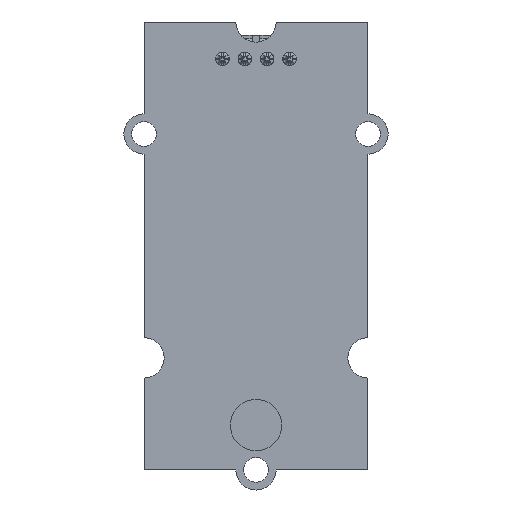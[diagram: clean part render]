
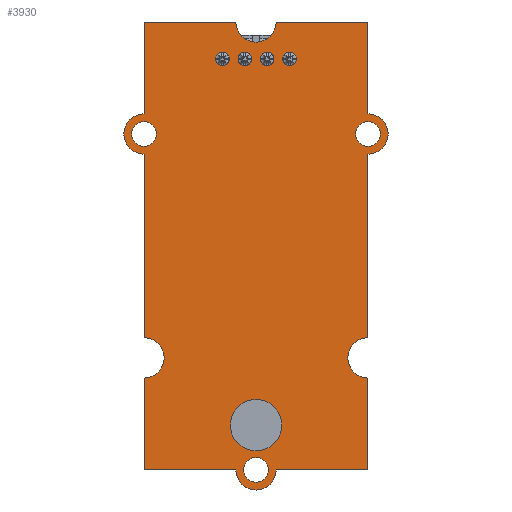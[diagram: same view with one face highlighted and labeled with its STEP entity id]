
A CAD part, front view. The second image highlights one B-rep face of the part: STEP entity #3930.
In plain terms, the highlighted planar face has unit normal (0, -1, 0).
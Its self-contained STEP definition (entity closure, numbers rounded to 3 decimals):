
#296=FACE_BOUND('',#542,.T.);
#297=FACE_BOUND('',#543,.T.);
#298=FACE_BOUND('',#544,.T.);
#304=FACE_OUTER_BOUND('',#541,.T.);
#541=EDGE_LOOP('',(#2644,#2645,#2646,#2647,#2648,#2649,#2650,#2651,#2652,
#2653,#2654,#2655,#2656,#2657,#2658,#2659));
#542=EDGE_LOOP('',(#2660));
#543=EDGE_LOOP('',(#2661));
#544=EDGE_LOOP('',(#2662));
#790=CIRCLE('',#4206,1.8);
#791=CIRCLE('',#4207,1.8);
#792=CIRCLE('',#4208,1.8);
#793=CIRCLE('',#4209,1.8);
#794=CIRCLE('',#4210,1.8);
#795=CIRCLE('',#4211,1.8);
#796=CIRCLE('',#4212,1.1);
#797=CIRCLE('',#4213,1.1);
#798=CIRCLE('',#4214,1.1);
#899=LINE('',#5592,#1309);
#900=LINE('',#5594,#1310);
#901=LINE('',#5598,#1311);
#902=LINE('',#5602,#1312);
#903=LINE('',#5604,#1313);
#904=LINE('',#5608,#1314);
#905=LINE('',#5610,#1315);
#906=LINE('',#5614,#1316);
#907=LINE('',#5618,#1317);
#908=LINE('',#5620,#1318);
#1309=VECTOR('',#4544,8.2);
#1310=VECTOR('',#4545,8.2);
#1311=VECTOR('',#4548,16.4);
#1312=VECTOR('',#4551,8.2);
#1313=VECTOR('',#4552,8.2);
#1314=VECTOR('',#4555,8.2);
#1315=VECTOR('',#4556,8.2);
#1316=VECTOR('',#4559,16.4);
#1317=VECTOR('',#4562,8.2);
#1318=VECTOR('',#4563,8.2);
#1728=VERTEX_POINT('',#5590);
#1729=VERTEX_POINT('',#5591);
#1730=VERTEX_POINT('',#5593);
#1731=VERTEX_POINT('',#5595);
#1732=VERTEX_POINT('',#5597);
#1733=VERTEX_POINT('',#5599);
#1734=VERTEX_POINT('',#5601);
#1735=VERTEX_POINT('',#5603);
#1736=VERTEX_POINT('',#5605);
#1737=VERTEX_POINT('',#5607);
#1738=VERTEX_POINT('',#5609);
#1739=VERTEX_POINT('',#5611);
#1740=VERTEX_POINT('',#5613);
#1741=VERTEX_POINT('',#5615);
#1742=VERTEX_POINT('',#5617);
#1743=VERTEX_POINT('',#5619);
#1744=VERTEX_POINT('',#5622);
#1745=VERTEX_POINT('',#5624);
#1746=VERTEX_POINT('',#5626);
#2078=EDGE_CURVE('',#1728,#1729,#899,.T.);
#2079=EDGE_CURVE('',#1730,#1728,#900,.T.);
#2080=EDGE_CURVE('',#1731,#1730,#790,.T.);
#2081=EDGE_CURVE('',#1732,#1731,#901,.T.);
#2082=EDGE_CURVE('',#1733,#1732,#791,.T.);
#2083=EDGE_CURVE('',#1734,#1733,#902,.T.);
#2084=EDGE_CURVE('',#1735,#1734,#903,.T.);
#2085=EDGE_CURVE('',#1736,#1735,#792,.T.);
#2086=EDGE_CURVE('',#1737,#1736,#904,.T.);
#2087=EDGE_CURVE('',#1738,#1737,#905,.T.);
#2088=EDGE_CURVE('',#1739,#1738,#793,.T.);
#2089=EDGE_CURVE('',#1740,#1739,#906,.T.);
#2090=EDGE_CURVE('',#1741,#1740,#794,.T.);
#2091=EDGE_CURVE('',#1742,#1741,#907,.T.);
#2092=EDGE_CURVE('',#1743,#1742,#908,.T.);
#2093=EDGE_CURVE('',#1729,#1743,#795,.T.);
#2094=EDGE_CURVE('',#1744,#1744,#796,.T.);
#2095=EDGE_CURVE('',#1745,#1745,#797,.T.);
#2096=EDGE_CURVE('',#1746,#1746,#798,.T.);
#2644=ORIENTED_EDGE('',*,*,#2078,.F.);
#2645=ORIENTED_EDGE('',*,*,#2079,.F.);
#2646=ORIENTED_EDGE('',*,*,#2080,.F.);
#2647=ORIENTED_EDGE('',*,*,#2081,.F.);
#2648=ORIENTED_EDGE('',*,*,#2082,.F.);
#2649=ORIENTED_EDGE('',*,*,#2083,.F.);
#2650=ORIENTED_EDGE('',*,*,#2084,.F.);
#2651=ORIENTED_EDGE('',*,*,#2085,.F.);
#2652=ORIENTED_EDGE('',*,*,#2086,.F.);
#2653=ORIENTED_EDGE('',*,*,#2087,.F.);
#2654=ORIENTED_EDGE('',*,*,#2088,.F.);
#2655=ORIENTED_EDGE('',*,*,#2089,.F.);
#2656=ORIENTED_EDGE('',*,*,#2090,.F.);
#2657=ORIENTED_EDGE('',*,*,#2091,.F.);
#2658=ORIENTED_EDGE('',*,*,#2092,.F.);
#2659=ORIENTED_EDGE('',*,*,#2093,.F.);
#2660=ORIENTED_EDGE('',*,*,#2094,.T.);
#2661=ORIENTED_EDGE('',*,*,#2095,.T.);
#2662=ORIENTED_EDGE('',*,*,#2096,.T.);
#3758=PLANE('',#4205);
#3930=ADVANCED_FACE('',(#304,#296,#297,#298),#3758,.F.);
#4205=AXIS2_PLACEMENT_3D('',#5589,#4542,#4543);
#4206=AXIS2_PLACEMENT_3D('',#5596,#4546,#4547);
#4207=AXIS2_PLACEMENT_3D('',#5600,#4549,#4550);
#4208=AXIS2_PLACEMENT_3D('',#5606,#4553,#4554);
#4209=AXIS2_PLACEMENT_3D('',#5612,#4557,#4558);
#4210=AXIS2_PLACEMENT_3D('',#5616,#4560,#4561);
#4211=AXIS2_PLACEMENT_3D('',#5621,#4564,#4565);
#4212=AXIS2_PLACEMENT_3D('',#5623,#4566,#4567);
#4213=AXIS2_PLACEMENT_3D('',#5625,#4568,#4569);
#4214=AXIS2_PLACEMENT_3D('',#5627,#4570,#4571);
#4542=DIRECTION('center_axis',(0.,1.,0.));
#4543=DIRECTION('ref_axis',(0.,0.,1.));
#4544=DIRECTION('',(0.,0.,1.));
#4545=DIRECTION('',(-1.,0.,0.));
#4546=DIRECTION('center_axis',(0.,-1.,0.));
#4547=DIRECTION('ref_axis',(0.,0.,1.));
#4548=DIRECTION('',(-1.,0.,0.));
#4549=DIRECTION('center_axis',(0.,1.,0.));
#4550=DIRECTION('ref_axis',(0.,0.,1.));
#4551=DIRECTION('',(-1.,0.,0.));
#4552=DIRECTION('',(0.,0.,-1.));
#4553=DIRECTION('center_axis',(0.,-1.,0.));
#4554=DIRECTION('ref_axis',(0.,0.,1.));
#4555=DIRECTION('',(0.,0.,-1.));
#4556=DIRECTION('',(1.,0.,0.));
#4557=DIRECTION('center_axis',(0.,1.,0.));
#4558=DIRECTION('ref_axis',(0.,0.,1.));
#4559=DIRECTION('',(1.,0.,0.));
#4560=DIRECTION('center_axis',(0.,-1.,0.));
#4561=DIRECTION('ref_axis',(0.,0.,1.));
#4562=DIRECTION('',(1.,0.,0.));
#4563=DIRECTION('',(0.,0.,1.));
#4564=DIRECTION('center_axis',(0.,1.,0.));
#4565=DIRECTION('ref_axis',(0.,0.,1.));
#4566=DIRECTION('center_axis',(0.,1.,0.));
#4567=DIRECTION('ref_axis',(0.,0.,1.));
#4568=DIRECTION('center_axis',(0.,1.,0.));
#4569=DIRECTION('ref_axis',(0.,0.,1.));
#4570=DIRECTION('center_axis',(0.,1.,0.));
#4571=DIRECTION('ref_axis',(0.,0.,1.));
#5589=CARTESIAN_POINT('Origin',(-20.,0.,0.));
#5590=CARTESIAN_POINT('',(-20.,0.,-10.));
#5591=CARTESIAN_POINT('',(-20.,0.,-1.8));
#5592=CARTESIAN_POINT('',(-20.,0.,-10.));
#5593=CARTESIAN_POINT('',(-11.8,0.,-10.));
#5594=CARTESIAN_POINT('',(-11.8,0.,-10.));
#5595=CARTESIAN_POINT('',(-8.2,0.,-10.));
#5596=CARTESIAN_POINT('Origin',(-10.,0.,-10.));
#5597=CARTESIAN_POINT('',(8.2,0.,-10.));
#5598=CARTESIAN_POINT('',(8.2,0.,-10.));
#5599=CARTESIAN_POINT('',(11.8,0.,-10.));
#5600=CARTESIAN_POINT('Origin',(10.,0.,-10.));
#5601=CARTESIAN_POINT('',(20.,0.,-10.));
#5602=CARTESIAN_POINT('',(20.,0.,-10.));
#5603=CARTESIAN_POINT('',(20.,0.,-1.8));
#5604=CARTESIAN_POINT('',(20.,0.,-1.8));
#5605=CARTESIAN_POINT('',(20.,0.,1.8));
#5606=CARTESIAN_POINT('Origin',(20.,0.,0.));
#5607=CARTESIAN_POINT('',(20.,0.,10.));
#5608=CARTESIAN_POINT('',(20.,0.,10.));
#5609=CARTESIAN_POINT('',(11.8,0.,10.));
#5610=CARTESIAN_POINT('',(11.8,0.,10.));
#5611=CARTESIAN_POINT('',(8.2,0.,10.));
#5612=CARTESIAN_POINT('Origin',(10.,0.,10.));
#5613=CARTESIAN_POINT('',(-8.2,0.,10.));
#5614=CARTESIAN_POINT('',(-8.2,0.,10.));
#5615=CARTESIAN_POINT('',(-11.8,0.,10.));
#5616=CARTESIAN_POINT('Origin',(-10.,0.,10.));
#5617=CARTESIAN_POINT('',(-20.,0.,10.));
#5618=CARTESIAN_POINT('',(-20.,0.,10.));
#5619=CARTESIAN_POINT('',(-20.,0.,1.8));
#5620=CARTESIAN_POINT('',(-20.,0.,1.8));
#5621=CARTESIAN_POINT('Origin',(-20.,0.,0.));
#5622=CARTESIAN_POINT('',(10.,0.,-8.9));
#5623=CARTESIAN_POINT('Origin',(10.,0.,-10.));
#5624=CARTESIAN_POINT('',(-20.,0.,1.1));
#5625=CARTESIAN_POINT('Origin',(-20.,0.,0.));
#5626=CARTESIAN_POINT('',(10.,0.,11.1));
#5627=CARTESIAN_POINT('Origin',(10.,0.,10.));
